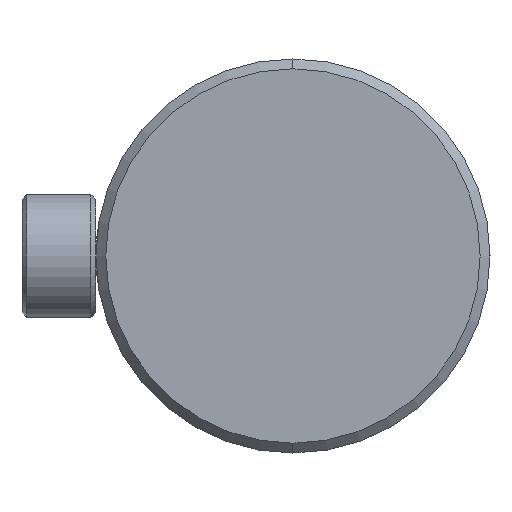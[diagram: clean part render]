
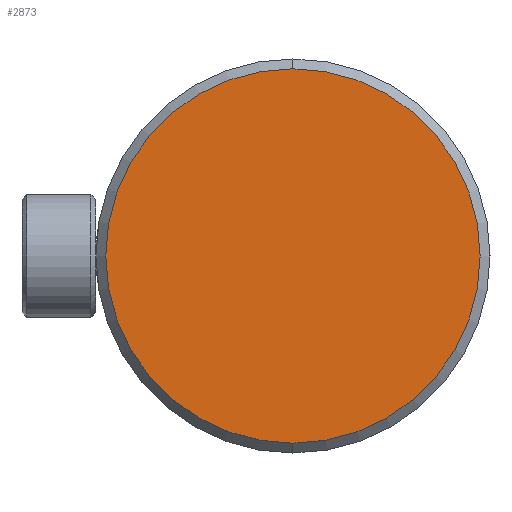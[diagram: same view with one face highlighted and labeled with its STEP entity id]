
A CAD part, left-side view. The second image highlights one B-rep face of the part: STEP entity #2873.
In plain terms, the highlighted planar face has unit normal (-1, 0, 0).
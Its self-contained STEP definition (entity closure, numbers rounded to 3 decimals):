
#49 = CARTESIAN_POINT ( 'NONE',  ( -15., 0., 0. ) ) ;
#97 = CIRCLE ( 'NONE', #1328, 38. ) ;
#460 = CIRCLE ( 'NONE', #2569, 38. ) ;
#629 = ORIENTED_EDGE ( 'NONE', *, *, #684, .F. ) ;
#684 = EDGE_CURVE ( 'NONE', #1199, #2486, #460, .T. ) ;
#800 = DIRECTION ( 'NONE',  ( 0., 0., 1. ) ) ;
#967 = EDGE_LOOP ( 'NONE', ( #629, #2781 ) ) ;
#983 = EDGE_CURVE ( 'NONE', #2486, #1199, #97, .T. ) ;
#986 = AXIS2_PLACEMENT_3D ( 'NONE', #1532, #2300, #800 ) ;
#1002 = PLANE ( 'NONE',  #986 ) ;
#1199 = VERTEX_POINT ( 'NONE', #1962 ) ;
#1298 = DIRECTION ( 'NONE',  ( 1., 0., 0. ) ) ;
#1328 = AXIS2_PLACEMENT_3D ( 'NONE', #3000, #2729, #2667 ) ;
#1532 = CARTESIAN_POINT ( 'NONE',  ( -15., 0., 0. ) ) ;
#1962 = CARTESIAN_POINT ( 'NONE',  ( -15., 0., -38. ) ) ;
#1970 = CARTESIAN_POINT ( 'NONE',  ( -15., 0., 38. ) ) ;
#2133 = DIRECTION ( 'NONE',  ( 0., 0., -1. ) ) ;
#2300 = DIRECTION ( 'NONE',  ( -1., 0., 0. ) ) ;
#2486 = VERTEX_POINT ( 'NONE', #1970 ) ;
#2569 = AXIS2_PLACEMENT_3D ( 'NONE', #49, #1298, #2133 ) ;
#2667 = DIRECTION ( 'NONE',  ( 0., 0., -1. ) ) ;
#2729 = DIRECTION ( 'NONE',  ( 1., 0., 0. ) ) ;
#2781 = ORIENTED_EDGE ( 'NONE', *, *, #983, .F. ) ;
#2873 = ADVANCED_FACE ( 'NONE', ( #3025 ), #1002, .T. ) ;
#3000 = CARTESIAN_POINT ( 'NONE',  ( -15., 0., 0. ) ) ;
#3025 = FACE_OUTER_BOUND ( 'NONE', #967, .T. ) ;
